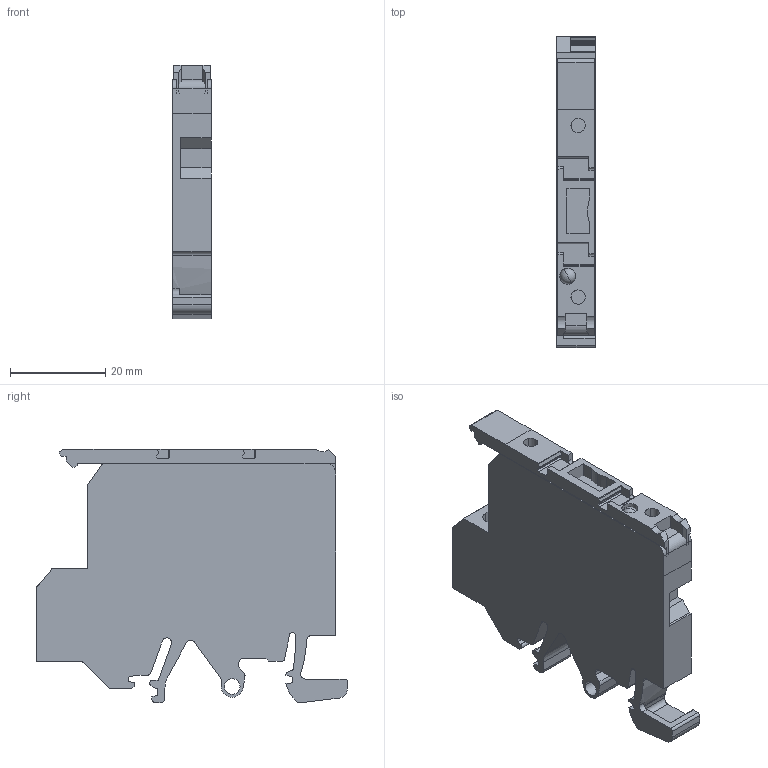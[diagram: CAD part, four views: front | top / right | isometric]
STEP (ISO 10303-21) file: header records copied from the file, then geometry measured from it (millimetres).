
FILE_DESCRIPTION(('CATIA V5 STEP Exchange','CAx-IF Rec.Pracs.--- Model Styling and Organization---1.5--- 2016-08-15','CAx-IF Rec.Pracs.---Supplemental Geometry---1.0---2011-11-01','CAx-IF Rec.Pracs.--- Composite Materials ---1.1---2010-07-15'),'2;1');
FILE_NAME ('D1464283_0', '2025-09-19T07:39:45+00:00', ('none'), ('Weidmueller'), 'CATIA Version 5-6 Release 2024 SP4', 'CATIA V5 STEP AP214 v3', 'none');
FILE_SCHEMA(('AUTOMOTIVE_DESIGN { 1 0 10303 214 1 1 1 1 }'));
Length unit declared in the file: millimetre
Products named in the file (1): v5-standard_part
Bounding box: 8.1 x 65.25 x 53.25 mm (x, y, z)
Volume: 20144.4 mm3; surface area: 10412.7 mm2
Topology: 3 solids, 3 shells, 375 faces, 1127 edges, 755 vertices
Faces by surface type: plane 243, cylinder 128, extrusion 2, sphere 2
Entity records: 12329 total; most frequent: CARTESIAN_POINT 2464, ORIENTED_EDGE 2250, DIRECTION 1700, EDGE_CURVE 1125, VECTOR 851, LINE 849, VERTEX_POINT 755, AXIS2_PLACEMENT_3D 549
